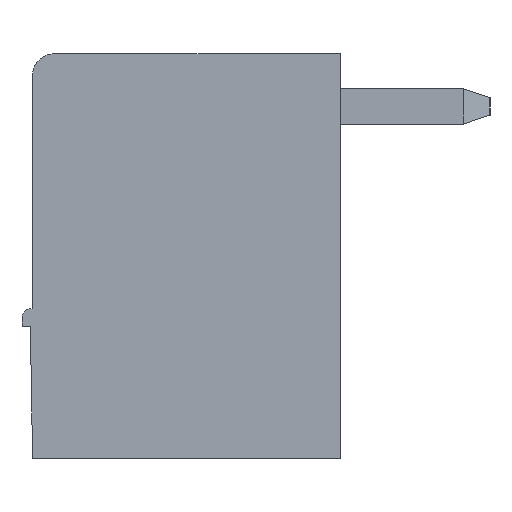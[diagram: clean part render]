
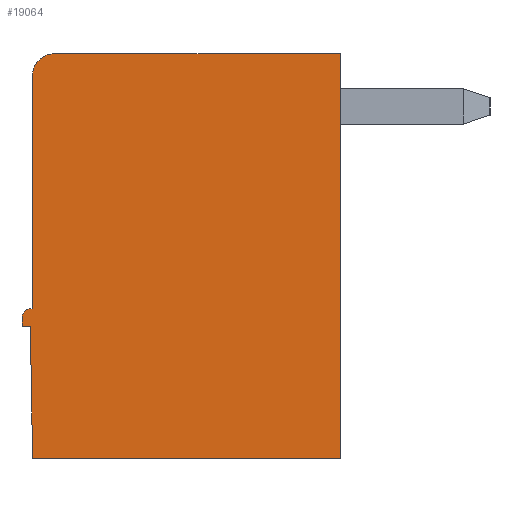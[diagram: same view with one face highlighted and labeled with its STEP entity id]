
A CAD part, left-side view. The second image highlights one B-rep face of the part: STEP entity #19064.
In plain terms, the highlighted planar face has unit normal (-1, 0, 0).
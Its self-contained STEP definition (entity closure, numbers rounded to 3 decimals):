
#2667=DIRECTION('',(0.,-1.,0.));
#2668=VECTOR('',#2667,0.19);
#2669=CARTESIAN_POINT('',(-13.73,7.29,-6.2));
#2670=LINE('',#2669,#2668);
#2675=DIRECTION('',(0.,0.,-1.));
#2676=VECTOR('',#2675,0.2);
#2677=CARTESIAN_POINT('',(-13.73,7.29,-6.));
#2678=LINE('',#2677,#2676);
#2687=DIRECTION('',(0.,1.,0.));
#2688=VECTOR('',#2687,0.04);
#2689=CARTESIAN_POINT('',(-13.73,7.05,
-5.8));
#2690=LINE('',#2689,#2688);
#6810=DIRECTION('',(0.,1.,0.));
#6811=VECTOR('',#6810,7.);
#6812=CARTESIAN_POINT('',(-13.73,0.05,
-9.2));
#6813=LINE('',#6812,#6811);
#6814=DIRECTION('',(0.,0.017,1.));
#6815=VECTOR('',#6814,3.);
#6816=CARTESIAN_POINT('',(-13.73,7.05,
-9.2));
#6817=LINE('',#6816,#6815);
#6818=CARTESIAN_POINT('',(-13.73,7.09,
-6.));
#6819=DIRECTION('',(1.,0.,0.));
#6820=DIRECTION('',(0.,1.,0.));
#6821=AXIS2_PLACEMENT_3D('',#6818,#6819,#6820);
#6823=DIRECTION('',(0.,0.,1.));
#6824=VECTOR('',#6823,5.3);
#6825=CARTESIAN_POINT('',(-13.73,7.05,
-5.8));
#6826=LINE('',#6825,#6824);
#6827=CARTESIAN_POINT('',(-13.73,6.55,
-0.5));
#6828=DIRECTION('',(1.,0.,0.));
#6829=DIRECTION('',(0.,1.,0.));
#6830=AXIS2_PLACEMENT_3D('',#6827,#6828,#6829);
#6832=DIRECTION('',(0.,-1.,0.));
#6833=VECTOR('',#6832,6.5);
#6834=CARTESIAN_POINT('',(-13.73,6.55,
0.));
#6835=LINE('',#6834,#6833);
#6836=DIRECTION('',(0.,0.,-1.));
#6837=VECTOR('',#6836,9.2);
#6838=CARTESIAN_POINT('',(-13.73,0.05,
0.));
#6839=LINE('',#6838,#6837);
#8184=CARTESIAN_POINT('',(-13.73,0.05,
-9.2));
#8185=CARTESIAN_POINT('',(-13.73,7.05,
-9.2));
#8186=VERTEX_POINT('',#8184);
#8187=VERTEX_POINT('',#8185);
#8224=CARTESIAN_POINT('',(-13.73,7.1,-6.2));
#8225=VERTEX_POINT('',#8224);
#8226=CARTESIAN_POINT('',(-13.73,7.29,-6.2));
#8227=VERTEX_POINT('',#8226);
#8228=CARTESIAN_POINT('',(-13.73,7.29,-6.));
#8229=VERTEX_POINT('',#8228);
#8230=CARTESIAN_POINT('',(-13.73,7.09,
-5.8));
#8231=VERTEX_POINT('',#8230);
#8232=CARTESIAN_POINT('',(-13.73,7.05,
-5.8));
#8233=VERTEX_POINT('',#8232);
#8234=CARTESIAN_POINT('',(-13.73,7.05,
-0.5));
#8235=VERTEX_POINT('',#8234);
#8236=CARTESIAN_POINT('',(-13.73,6.55,
0.));
#8237=VERTEX_POINT('',#8236);
#8238=CARTESIAN_POINT('',(-13.73,0.05,
0.));
#8239=VERTEX_POINT('',#8238);
#19047=CARTESIAN_POINT('',(-13.73,0.,0.));
#19048=DIRECTION('',(1.,0.,0.));
#19049=DIRECTION('',(0.,0.,-1.));
#19050=AXIS2_PLACEMENT_3D('',#19047,#19048,#19049);
#19051=PLANE('',#19050);
#19052=ORIENTED_EDGE('',*,*,#9512,.T.);
#19053=ORIENTED_EDGE('',*,*,#12986,.T.);
#19054=ORIENTED_EDGE('',*,*,#13001,.F.);
#19055=ORIENTED_EDGE('',*,*,#13016,.F.);
#19056=ORIENTED_EDGE('',*,*,#13031,.T.);
#19057=ORIENTED_EDGE('',*,*,#13046,.F.);
#19058=ORIENTED_EDGE('',*,*,#13061,.T.);
#19059=ORIENTED_EDGE('',*,*,#13076,.T.);
#19060=ORIENTED_EDGE('',*,*,#13091,.T.);
#19061=ORIENTED_EDGE('',*,*,#13105,.T.);
#19062=EDGE_LOOP('',(#19052,#19053,#19054,#19055,#19056,#19057,#19058,#19059,
#19060,#19061));
#19063=FACE_OUTER_BOUND('',#19062,.F.);
#6822=CIRCLE('',#6821,0.2);
#6831=CIRCLE('',#6830,0.5);
#9512=EDGE_CURVE('',#8186,#8187,#6813,.T.);
#12986=EDGE_CURVE('',#8187,#8225,#6817,.T.);
#13001=EDGE_CURVE('',#8227,#8225,#2670,.T.);
#13016=EDGE_CURVE('',#8229,#8227,#2678,.T.);
#13031=EDGE_CURVE('',#8229,#8231,#6822,.T.);
#13046=EDGE_CURVE('',#8233,#8231,#2690,.T.);
#13061=EDGE_CURVE('',#8233,#8235,#6826,.T.);
#13076=EDGE_CURVE('',#8235,#8237,#6831,.T.);
#13091=EDGE_CURVE('',#8237,#8239,#6835,.T.);
#13105=EDGE_CURVE('',#8239,#8186,#6839,.T.);
#19064=ADVANCED_FACE('',(#19063),#19051,.F.);
